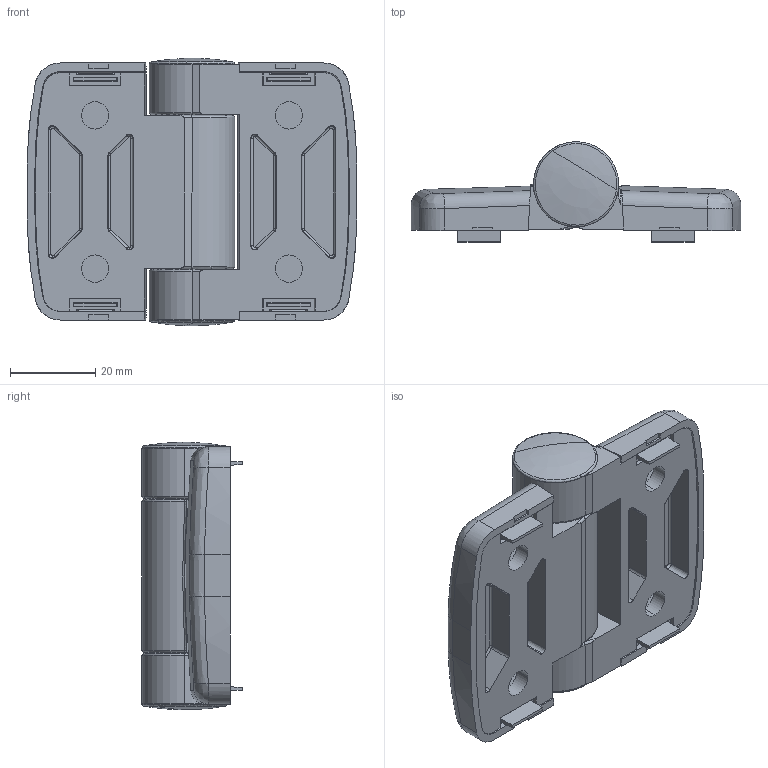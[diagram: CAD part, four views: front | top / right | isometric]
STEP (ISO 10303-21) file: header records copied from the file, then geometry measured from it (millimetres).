
FILE_DESCRIPTION (( 'STEP AP214' ), '1' );
FILE_NAME ('095s4040a08.STEP', '2014-10-01T09:30:25', ( 'Not-Admin' ), ( 'Hewlett-Packard Company' ), 'SwSTEP 2.0', 'SolidWorks 2014', '' );
FILE_SCHEMA (( 'AUTOMOTIVE_DESIGN' ));
Length unit declared in the file: millimetre
Products named in the file (1): 095s4040a08
Bounding box: 77.42 x 23.5 x 62.83 mm (x, y, z)
Volume: 40236.7 mm3; surface area: 31989.3 mm2
Topology: 6 solids, 6 shells, 610 faces, 1530 edges, 940 vertices
Faces by surface type: plane 227, cylinder 196, bspline 151, cone 36
Entity records: 28175 total; most frequent: CARTESIAN_POINT 7597, ORIENTED_EDGE 3036, DIRECTION 2707, EDGE_CURVE 1518, AXIS2_PLACEMENT_3D 945, VERTEX_POINT 940, LINE 817, VECTOR 817
